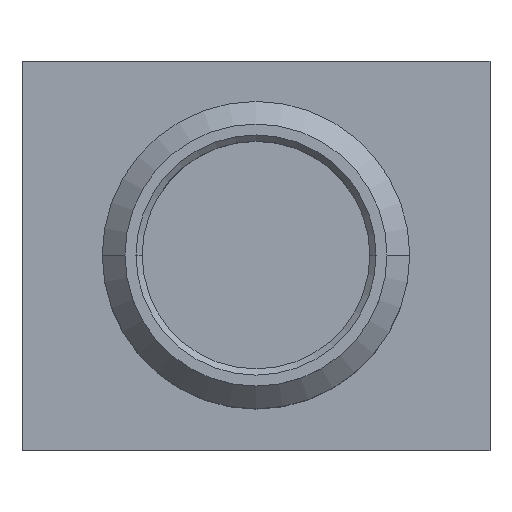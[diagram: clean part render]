
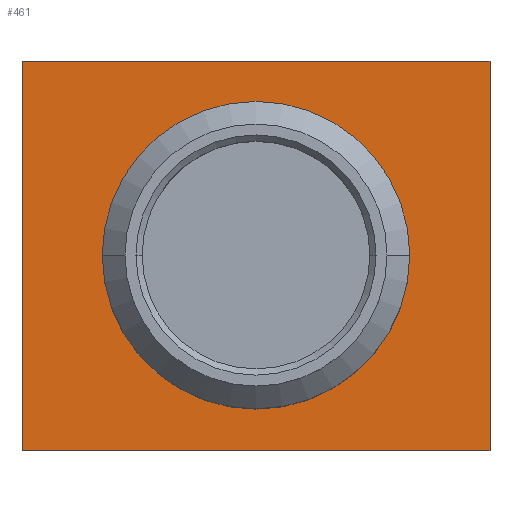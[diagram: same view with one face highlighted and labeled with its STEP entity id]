
A CAD part, top view. The second image highlights one B-rep face of the part: STEP entity #461.
In plain terms, the highlighted planar face has unit normal (0, 0, 1).
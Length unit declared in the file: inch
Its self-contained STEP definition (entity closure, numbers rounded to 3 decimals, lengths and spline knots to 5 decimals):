
#24 = AXIS2_PLACEMENT_3D ( 'NONE', #1547, #533, #1730 ) ;
#34 = AXIS2_PLACEMENT_3D ( 'NONE', #487, #1684, #655 ) ;
#80 = CIRCLE ( 'NONE', #1276, 0.105 ) ;
#97 = LINE ( 'NONE', #1064, #544 ) ;
#151 = DIRECTION ( 'NONE',  ( 1., 0., 0. ) ) ;
#211 = CARTESIAN_POINT ( 'NONE',  ( 0.1875, 0.156, -0.31 ) ) ;
#233 = CARTESIAN_POINT ( 'NONE',  ( 0.105, 0., -0.31 ) ) ;
#241 = VECTOR ( 'NONE', #244, 39.37008 ) ;
#244 = DIRECTION ( 'NONE',  ( -1., 0., 0. ) ) ;
#309 = ORIENTED_EDGE ( 'NONE', *, *, #1108, .F. ) ;
#364 = ORIENTED_EDGE ( 'NONE', *, *, #620, .T. ) ;
#368 = ORIENTED_EDGE ( 'NONE', *, *, #1559, .T. ) ;
#410 = EDGE_LOOP ( 'NONE', ( #364, #368 ) ) ;
#447 = FACE_OUTER_BOUND ( 'NONE', #707, .T. ) ;
#461 = ADVANCED_FACE ( 'NONE', ( #890, #447 ), #526, .F. ) ;
#487 = CARTESIAN_POINT ( 'NONE',  ( 0., 0., -0.31 ) ) ;
#494 = LINE ( 'NONE', #990, #1345 ) ;
#526 = PLANE ( 'NONE',  #24 ) ;
#533 = DIRECTION ( 'NONE',  ( 0., 0., -1. ) ) ;
#539 = VERTEX_POINT ( 'NONE', #1087 ) ;
#544 = VECTOR ( 'NONE', #573, 39.37008 ) ;
#560 = VERTEX_POINT ( 'NONE', #233 ) ;
#565 = VERTEX_POINT ( 'NONE', #1433 ) ;
#573 = DIRECTION ( 'NONE',  ( 0., 1., 0. ) ) ;
#578 = CARTESIAN_POINT ( 'NONE',  ( 0., 0., -0.31 ) ) ;
#620 = EDGE_CURVE ( 'NONE', #560, #1756, #80, .T. ) ;
#655 = DIRECTION ( 'NONE',  ( -1., 0., 0. ) ) ;
#665 = LINE ( 'NONE', #211, #1117 ) ;
#707 = EDGE_LOOP ( 'NONE', ( #309, #2044, #1116, #2045 ) ) ;
#756 = DIRECTION ( 'NONE',  ( -1., 0., 0. ) ) ;
#840 = EDGE_CURVE ( 'NONE', #565, #1828, #97, .T. ) ;
#890 = FACE_BOUND ( 'NONE', #410, .T. ) ;
#962 = EDGE_CURVE ( 'NONE', #1828, #1014, #494, .T. ) ;
#970 = CIRCLE ( 'NONE', #34, 0.105 ) ;
#990 = CARTESIAN_POINT ( 'NONE',  ( 0.1875, 0.156, -0.31 ) ) ;
#1014 = VERTEX_POINT ( 'NONE', #1872 ) ;
#1064 = CARTESIAN_POINT ( 'NONE',  ( -0.1875, 0.156, -0.31 ) ) ;
#1084 = CARTESIAN_POINT ( 'NONE',  ( -0.105, 0., -0.31 ) ) ;
#1087 = CARTESIAN_POINT ( 'NONE',  ( 0.1875, -0.156, -0.31 ) ) ;
#1108 = EDGE_CURVE ( 'NONE', #1014, #539, #665, .T. ) ;
#1116 = ORIENTED_EDGE ( 'NONE', *, *, #840, .F. ) ;
#1117 = VECTOR ( 'NONE', #1815, 39.37008 ) ;
#1148 = LINE ( 'NONE', #2112, #241 ) ;
#1276 = AXIS2_PLACEMENT_3D ( 'NONE', #578, #1779, #756 ) ;
#1345 = VECTOR ( 'NONE', #151, 39.37008 ) ;
#1433 = CARTESIAN_POINT ( 'NONE',  ( -0.1875, -0.156, -0.31 ) ) ;
#1547 = CARTESIAN_POINT ( 'NONE',  ( 0.1875, -0.156, -0.31 ) ) ;
#1559 = EDGE_CURVE ( 'NONE', #1756, #560, #970, .T. ) ;
#1684 = DIRECTION ( 'NONE',  ( 0., 0., -1. ) ) ;
#1730 = DIRECTION ( 'NONE',  ( -1., 0., 0. ) ) ;
#1750 = EDGE_CURVE ( 'NONE', #539, #565, #1148, .T. ) ;
#1756 = VERTEX_POINT ( 'NONE', #1084 ) ;
#1779 = DIRECTION ( 'NONE',  ( 0., 0., -1. ) ) ;
#1807 = CARTESIAN_POINT ( 'NONE',  ( -0.1875, 0.156, -0.31 ) ) ;
#1815 = DIRECTION ( 'NONE',  ( 0., -1., 0. ) ) ;
#1828 = VERTEX_POINT ( 'NONE', #1807 ) ;
#1872 = CARTESIAN_POINT ( 'NONE',  ( 0.1875, 0.156, -0.31 ) ) ;
#2044 = ORIENTED_EDGE ( 'NONE', *, *, #962, .F. ) ;
#2045 = ORIENTED_EDGE ( 'NONE', *, *, #1750, .F. ) ;
#2112 = CARTESIAN_POINT ( 'NONE',  ( 0.1875, -0.156, -0.31 ) ) ;
